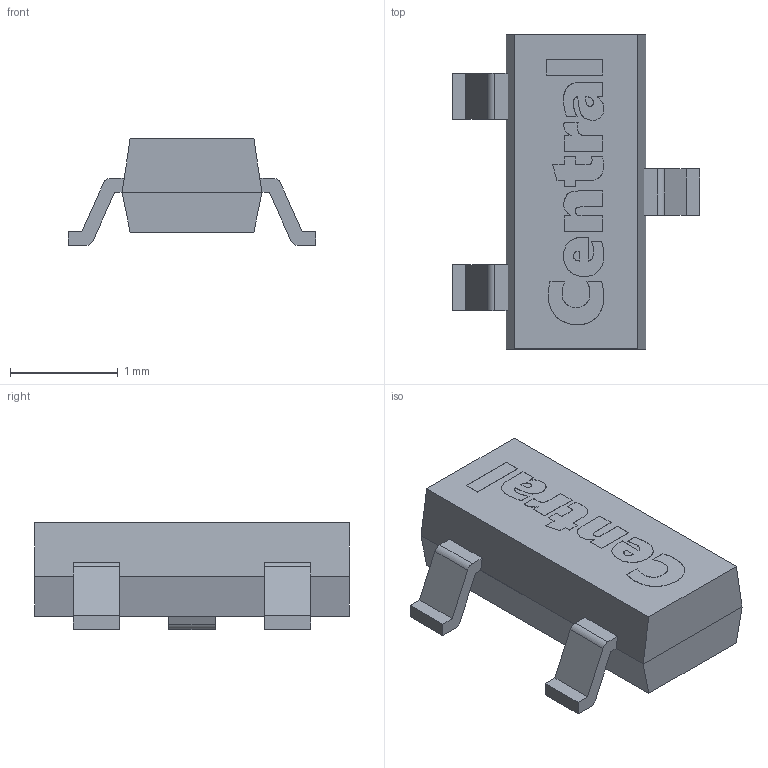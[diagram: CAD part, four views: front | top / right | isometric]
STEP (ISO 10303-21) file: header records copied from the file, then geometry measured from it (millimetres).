
FILE_DESCRIPTION(/* description */ (''),/* implementation_level */ '2;1');
FILE_NAME(/* name */ 'STP00001.step',/* time_stamp */ '2024-03-20T08:31:21-04:00',/* author */ (''),/* organization */ (''),/* preprocessor_version */ 'ST-DEVELOPER v20',/* originating_system */ 'Autodesk Translation Framework v12.14.0.127',/* authorisation */ '');
FILE_SCHEMA (('AUTOMOTIVE_DESIGN { 1 0 10303 214 3 1 1 }'));
Length unit declared in the file: millimetre
Products named in the file (2): STP00001; Component1
Assembly tree (1 placements, depth 2):
  STP00001
    Component1
Bounding box: 2.3 x 2.92 x 0.99 mm (x, y, z)
Volume: 3.3 mm3; surface area: 24.4 mm2
Topology: 2 solids, 2 shells, 162 faces, 447 edges, 298 vertices
Faces by surface type: plane 91, bspline 65, cylinder 6
Entity records: 5819 total; most frequent: CARTESIAN_POINT 2015, ORIENTED_EDGE 894, DIRECTION 529, EDGE_CURVE 447, LINE 305, VECTOR 305, VERTEX_POINT 298, EDGE_LOOP 171
